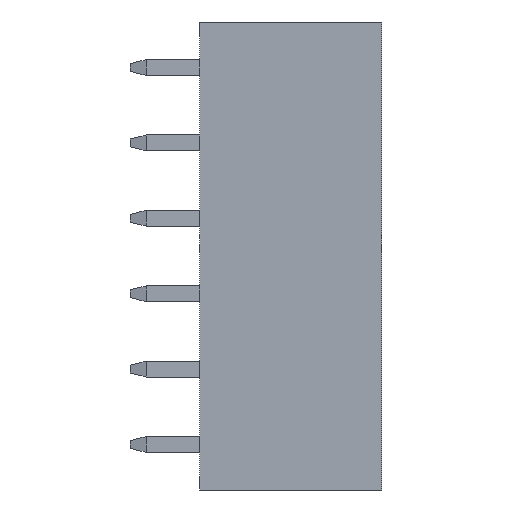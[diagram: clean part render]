
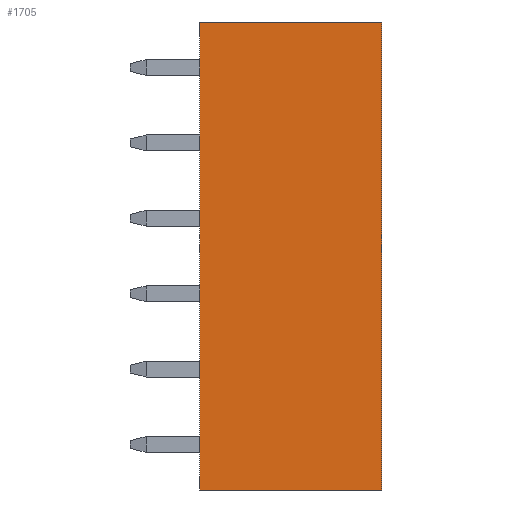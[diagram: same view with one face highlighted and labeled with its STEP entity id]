
A CAD part, left-side view. The second image highlights one B-rep face of the part: STEP entity #1705.
In plain terms, the highlighted planar face has unit normal (-1, 0, 0).
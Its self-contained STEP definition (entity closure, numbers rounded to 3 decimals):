
#273 = EDGE_CURVE('',#274,#276,#278,.T.);
#274 = VERTEX_POINT('',#275);
#275 = CARTESIAN_POINT('',(3.5,9.,-2.3));
#276 = VERTEX_POINT('',#277);
#277 = CARTESIAN_POINT('',(3.5,9.,21.35));
#278 = LINE('',#279,#280);
#279 = CARTESIAN_POINT('',(3.5,9.,-9.92));
#280 = VECTOR('',#281,1.);
#281 = DIRECTION('',(0.,0.,1.));
#1312 = VERTEX_POINT('',#1313);
#1313 = CARTESIAN_POINT('',(3.5,18.2,21.35));
#1319 = EDGE_CURVE('',#1312,#276,#1320,.T.);
#1320 = LINE('',#1321,#1322);
#1321 = CARTESIAN_POINT('',(3.5,18.2,21.35));
#1322 = VECTOR('',#1323,1.);
#1323 = DIRECTION('',(0.,-1.,0.));
#1427 = VERTEX_POINT('',#1428);
#1428 = CARTESIAN_POINT('',(3.5,18.2,-2.3));
#1434 = EDGE_CURVE('',#1427,#1312,#1435,.T.);
#1435 = LINE('',#1436,#1437);
#1436 = CARTESIAN_POINT('',(3.5,18.2,-9.92));
#1437 = VECTOR('',#1438,1.);
#1438 = DIRECTION('',(0.,0.,1.));
#1705 = ADVANCED_FACE('',(#1706),#1717,.T.);
#1706 = FACE_BOUND('',#1707,.T.);
#1707 = EDGE_LOOP('',(#1708,#1709,#1715,#1716));
#1708 = ORIENTED_EDGE('',*,*,#1434,.F.);
#1709 = ORIENTED_EDGE('',*,*,#1710,.T.);
#1710 = EDGE_CURVE('',#1427,#274,#1711,.T.);
#1711 = LINE('',#1712,#1713);
#1712 = CARTESIAN_POINT('',(3.5,18.2,-2.3));
#1713 = VECTOR('',#1714,1.);
#1714 = DIRECTION('',(0.,-1.,0.));
#1715 = ORIENTED_EDGE('',*,*,#273,.T.);
#1716 = ORIENTED_EDGE('',*,*,#1319,.F.);
#1717 = PLANE('',#1718);
#1718 = AXIS2_PLACEMENT_3D('',#1719,#1720,#1721);
#1719 = CARTESIAN_POINT('',(3.5,18.2,-9.92));
#1720 = DIRECTION('',(-1.,0.,0.));
#1721 = DIRECTION('',(0.,0.,1.));
